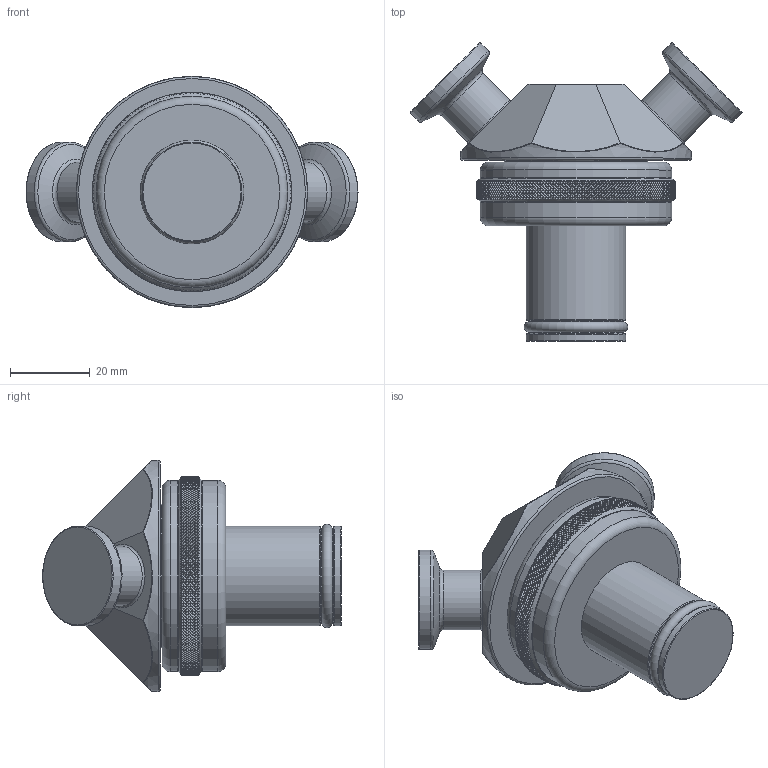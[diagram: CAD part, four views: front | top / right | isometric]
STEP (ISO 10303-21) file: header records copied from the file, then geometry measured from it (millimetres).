
FILE_DESCRIPTION(/* description */ (''),/* implementation_level */ '2;1');
FILE_NAME(/* name */ '310005.stp',/* time_stamp */ '2025-10-27T14:19:31+01:00',/* author */ ('mbs'),/* organization */ (''),/* preprocessor_version */ 'ST-DEVELOPER v20',/* originating_system */ 'Autodesk Inventor 2024',/* authorisation */ '');
FILE_SCHEMA (('AUTOMOTIVE_DESIGN { 1 0 10303 214 3 1 1 }'));
Products named in the file (1): 310005
Bounding box: 83.34 x 75.02 x 58 mm (x, y, z)
Volume: 82773.4 mm3; surface area: 16903.1 mm2
Topology: 2 solids, 2 shells, 10681 faces, 22107 edges, 11436 vertices
Faces by surface type: bspline 8648, cylinder 1632, torus 380, plane 17, cone 4
Full cylindrical faces by diameter (mm): 15 x2, 20.8 x2, 25 x4, 36 x1, 48 x2, 58 x1
Entity records: 419513 total; most frequent: CARTESIAN_POINT 258577, ORIENTED_EDGE 44214, EDGE_CURVE 22107, B_SPLINE_CURVE_WITH_KNOTS 21608, VERTEX_POINT 11435, EDGE_LOOP 10688, STYLED_ITEM 10683, FACE_OUTER_BOUND 10681
